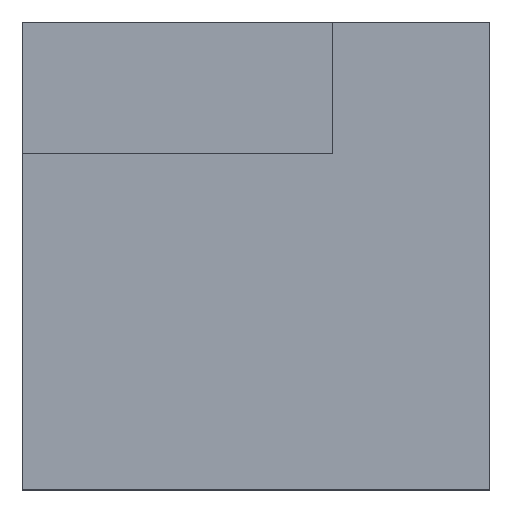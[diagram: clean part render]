
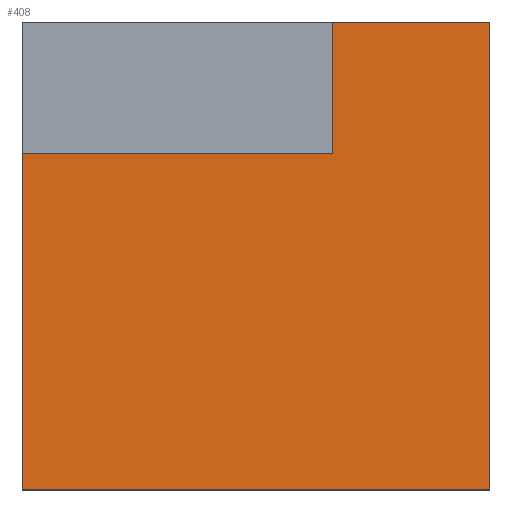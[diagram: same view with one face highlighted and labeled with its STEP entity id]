
A CAD part, top view. The second image highlights one B-rep face of the part: STEP entity #408.
In plain terms, the highlighted planar face has unit normal (0, 0, 1).
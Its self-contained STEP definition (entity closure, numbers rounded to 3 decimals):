
#215 = VERTEX_POINT('',#216);
#216 = CARTESIAN_POINT('',(-3.25,-3.25,1.15));
#222 = EDGE_CURVE('',#215,#223,#225,.T.);
#223 = VERTEX_POINT('',#224);
#224 = CARTESIAN_POINT('',(-3.25,1.424,1.15));
#225 = LINE('',#226,#227);
#226 = CARTESIAN_POINT('',(-3.25,-3.25,1.15));
#227 = VECTOR('',#228,1.);
#228 = DIRECTION('',(0.,1.,0.));
#253 = EDGE_CURVE('',#223,#254,#256,.T.);
#254 = VERTEX_POINT('',#255);
#255 = CARTESIAN_POINT('',(1.057,1.424,1.15));
#256 = LINE('',#257,#258);
#257 = CARTESIAN_POINT('',(-3.25,1.424,1.15));
#258 = VECTOR('',#259,1.);
#259 = DIRECTION('',(1.,0.,0.));
#284 = EDGE_CURVE('',#254,#285,#287,.T.);
#285 = VERTEX_POINT('',#286);
#286 = CARTESIAN_POINT('',(1.057,3.25,1.15));
#287 = LINE('',#288,#289);
#288 = CARTESIAN_POINT('',(1.057,1.424,1.15));
#289 = VECTOR('',#290,1.);
#290 = DIRECTION('',(0.,1.,0.));
#315 = EDGE_CURVE('',#285,#316,#318,.T.);
#316 = VERTEX_POINT('',#317);
#317 = CARTESIAN_POINT('',(3.25,3.25,1.15));
#318 = LINE('',#319,#320);
#319 = CARTESIAN_POINT('',(1.057,3.25,1.15));
#320 = VECTOR('',#321,1.);
#321 = DIRECTION('',(1.,0.,0.));
#346 = EDGE_CURVE('',#316,#347,#349,.T.);
#347 = VERTEX_POINT('',#348);
#348 = CARTESIAN_POINT('',(3.25,-3.25,1.15));
#349 = LINE('',#350,#351);
#350 = CARTESIAN_POINT('',(3.25,3.25,1.15));
#351 = VECTOR('',#352,1.);
#352 = DIRECTION('',(0.,-1.,0.));
#377 = EDGE_CURVE('',#347,#215,#378,.T.);
#378 = LINE('',#379,#380);
#379 = CARTESIAN_POINT('',(3.25,-3.25,1.15));
#380 = VECTOR('',#381,1.);
#381 = DIRECTION('',(-1.,0.,0.));
#408 = ADVANCED_FACE('',(#409),#417,.T.);
#409 = FACE_BOUND('',#410,.F.);
#410 = EDGE_LOOP('',(#411,#412,#413,#414,#415,#416));
#411 = ORIENTED_EDGE('',*,*,#222,.T.);
#412 = ORIENTED_EDGE('',*,*,#253,.T.);
#413 = ORIENTED_EDGE('',*,*,#284,.T.);
#414 = ORIENTED_EDGE('',*,*,#315,.T.);
#415 = ORIENTED_EDGE('',*,*,#346,.T.);
#416 = ORIENTED_EDGE('',*,*,#377,.T.);
#417 = PLANE('',#418);
#418 = AXIS2_PLACEMENT_3D('',#419,#420,#421);
#419 = CARTESIAN_POINT('',(0.303,-0.303,1.15));
#420 = DIRECTION('',(0.,0.,1.));
#421 = DIRECTION('',(1.,0.,-0.));
